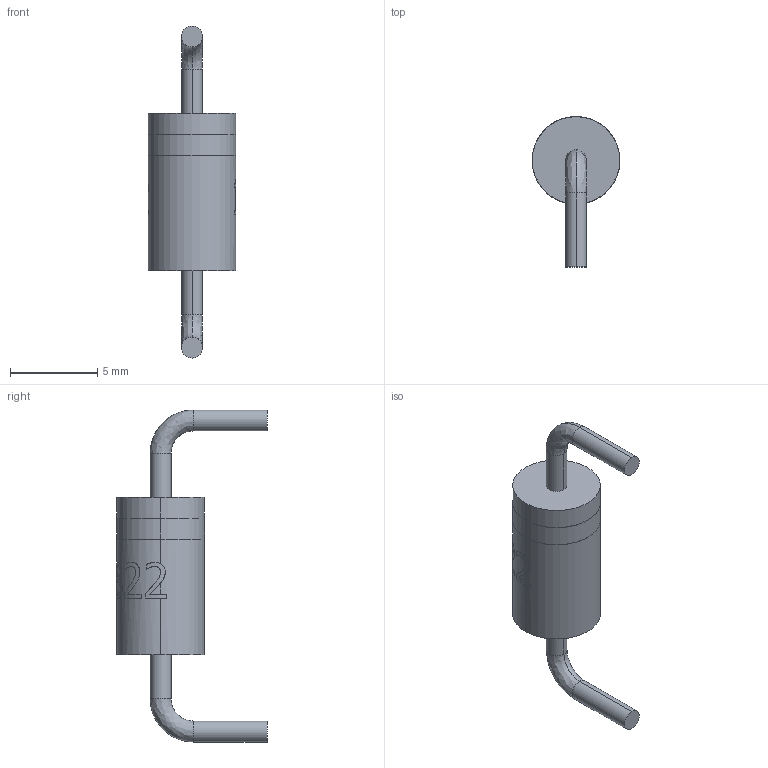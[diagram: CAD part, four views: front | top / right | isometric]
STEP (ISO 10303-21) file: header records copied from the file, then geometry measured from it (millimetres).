
FILE_DESCRIPTION (( 'STEP AP214' ), '1' );
FILE_NAME ('User Library-Schottky Barier Rectifier Diodes 1N5822 (pcb).STEP', '2021-02-27T14:13:47', ( '' ), ( '' ), 'SwSTEP 2.0', 'SolidWorks 2020', '' );
FILE_SCHEMA (( 'AUTOMOTIVE_DESIGN' ));
Length unit declared in the file: millimetre
Products named in the file (1): User Library-Schottky Barier Rectifier Diodes 1N5822 (pcb)
Bounding box: 5.02 x 8.61 x 18.98 mm (x, y, z)
Volume: 198.9 mm3; surface area: 254.7 mm2
Topology: 1 solids, 1 shells, 130 faces, 346 edges, 228 vertices
Faces by surface type: bspline 61, plane 45, cylinder 24
Entity records: 21429 total; most frequent: CARTESIAN_POINT 17069, ORIENTED_EDGE 692, DIRECTION 444, EDGE_CURVE 346, VERTEX_POINT 228, VECTOR 156, LINE 156, AXIS2_PLACEMENT_3D 144
